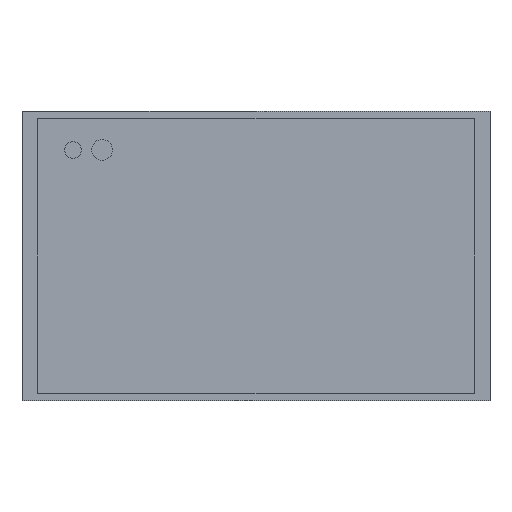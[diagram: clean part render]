
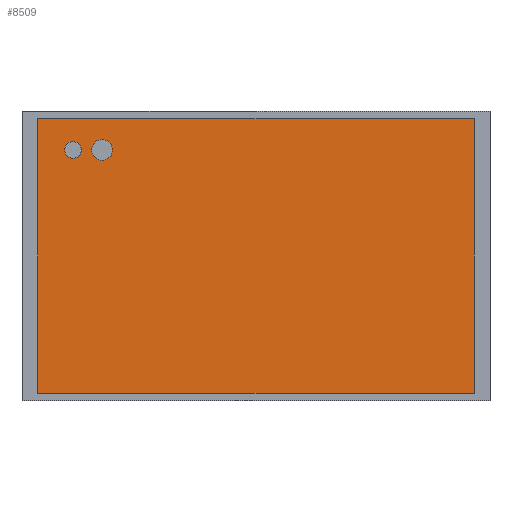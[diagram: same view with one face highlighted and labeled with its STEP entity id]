
A CAD part, front view. The second image highlights one B-rep face of the part: STEP entity #8509.
In plain terms, the highlighted planar face has unit normal (0, -1, 0).
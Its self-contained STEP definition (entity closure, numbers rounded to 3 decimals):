
#107=FACE_BOUND('',#819,.T.);
#108=FACE_BOUND('',#820,.T.);
#119=CIRCLE('',#9066,20.);
#121=CIRCLE('',#9070,25.);
#307=FACE_OUTER_BOUND('',#818,.T.);
#818=EDGE_LOOP('',(#5707,#5708,#5709,#5710));
#819=EDGE_LOOP('',(#5711));
#820=EDGE_LOOP('',(#5712));
#1364=LINE('',#12145,#2480);
#1366=LINE('',#12149,#2482);
#1368=LINE('',#12153,#2484);
#1370=LINE('',#12156,#2486);
#2480=VECTOR('',#9784,10.);
#2482=VECTOR('',#9788,10.);
#2484=VECTOR('',#9792,10.);
#2486=VECTOR('',#9796,10.);
#3558=VERTEX_POINT('',#12071);
#3560=VERTEX_POINT('',#12078);
#3581=VERTEX_POINT('',#12142);
#3582=VERTEX_POINT('',#12144);
#3583=VERTEX_POINT('',#12148);
#3584=VERTEX_POINT('',#12152);
#4383=EDGE_CURVE('',#3558,#3558,#119,.T.);
#4386=EDGE_CURVE('',#3560,#3560,#121,.T.);
#4416=EDGE_CURVE('',#3582,#3581,#1364,.T.);
#4418=EDGE_CURVE('',#3583,#3582,#1366,.T.);
#4420=EDGE_CURVE('',#3584,#3583,#1368,.T.);
#4422=EDGE_CURVE('',#3581,#3584,#1370,.T.);
#5707=ORIENTED_EDGE('',*,*,#4422,.T.);
#5708=ORIENTED_EDGE('',*,*,#4420,.T.);
#5709=ORIENTED_EDGE('',*,*,#4418,.T.);
#5710=ORIENTED_EDGE('',*,*,#4416,.T.);
#5711=ORIENTED_EDGE('',*,*,#4383,.T.);
#5712=ORIENTED_EDGE('',*,*,#4386,.T.);
#8054=PLANE('',#9087);
#8509=ADVANCED_FACE('',(#307,#107,#108),#8054,.T.);
#9066=AXIS2_PLACEMENT_3D('',#12073,#9718,#9719);
#9070=AXIS2_PLACEMENT_3D('',#12080,#9727,#9728);
#9087=AXIS2_PLACEMENT_3D('',#12157,#9797,#9798);
#9718=DIRECTION('center_axis',(0.,1.,0.));
#9719=DIRECTION('ref_axis',(1.,0.,0.));
#9727=DIRECTION('center_axis',(0.,1.,0.));
#9728=DIRECTION('ref_axis',(1.,0.,0.));
#9784=DIRECTION('',(-1.,0.,0.));
#9788=DIRECTION('',(0.,0.,1.));
#9792=DIRECTION('',(1.,0.,0.));
#9796=DIRECTION('',(0.,0.,-1.));
#9797=DIRECTION('center_axis',(0.,-1.,0.));
#9798=DIRECTION('ref_axis',(0.,0.,-1.));
#12071=CARTESIAN_POINT('',(-460.,-370.,255.));
#12073=CARTESIAN_POINT('Origin',(-440.,-370.,255.));
#12078=CARTESIAN_POINT('',(-395.,-370.,255.));
#12080=CARTESIAN_POINT('Origin',(-370.,-370.,255.));
#12142=CARTESIAN_POINT('',(-525.,-370.,330.));
#12144=CARTESIAN_POINT('',(525.,-370.,330.));
#12145=CARTESIAN_POINT('',(-525.,-370.,330.));
#12148=CARTESIAN_POINT('',(525.,-370.,-330.));
#12149=CARTESIAN_POINT('',(525.,-370.,330.));
#12152=CARTESIAN_POINT('',(-525.,-370.,-330.));
#12153=CARTESIAN_POINT('',(525.,-370.,-330.));
#12156=CARTESIAN_POINT('',(-525.,-370.,-330.));
#12157=CARTESIAN_POINT('Origin',(0.,-370.,0.));
